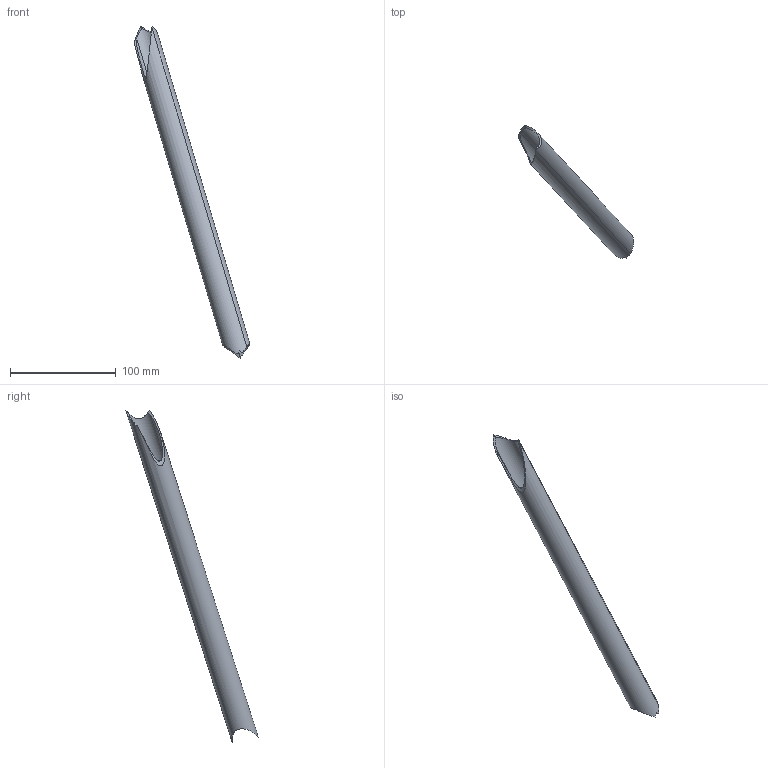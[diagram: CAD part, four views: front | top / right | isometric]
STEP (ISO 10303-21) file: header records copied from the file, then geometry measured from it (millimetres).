
FILE_DESCRIPTION(('STEP AP214'),'1');
FILE_NAME('20.stp','2019-12-01T19:14:36',(' '),(' '),'Spatial InterOp 3D',' ',' ');
FILE_SCHEMA(('AUTOMOTIVE_DESIGN { 1 0 10303 214 1 1 1 1 }'));
Length unit declared in the file: metre
Products named in the file (1): PartBody/Assemble.1
Bounding box: 109.43 x 125.4 x 314.71 mm (x, y, z)
Volume: 34672.2 mm3; surface area: 46722.5 mm2
Topology: 1 solids, 1 shells, 16 faces, 50 edges, 34 vertices
Faces by surface type: cylinder 13, cone 2, bspline 1
Entity records: 2018 total; most frequent: CARTESIAN_POINT 1286, ORIENTED_EDGE 100, STYLED_ITEM 58, PRESENTATION_STYLE_ASSIGNMENT 58, COLOUR_RGB 58, EDGE_CURVE 50, DIRECTION 45, CURVE_STYLE 41
